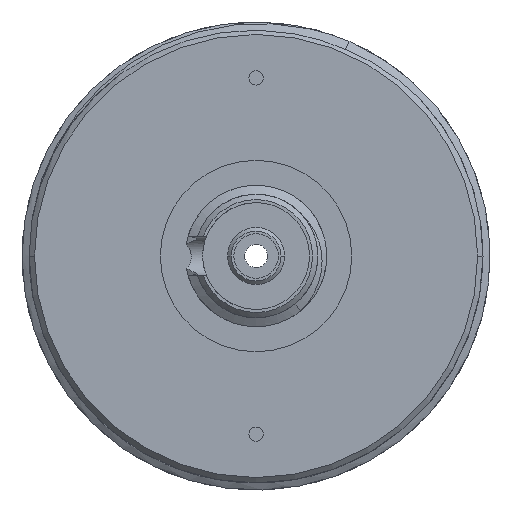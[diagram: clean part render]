
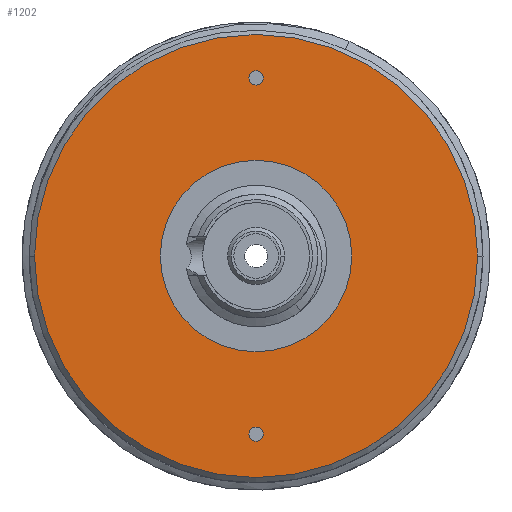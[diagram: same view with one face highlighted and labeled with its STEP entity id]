
A CAD part, front view. The second image highlights one B-rep face of the part: STEP entity #1202.
In plain terms, the highlighted planar face has unit normal (0, -1, 0).
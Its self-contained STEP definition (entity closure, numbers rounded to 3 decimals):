
#1=CARTESIAN_POINT('',(0.,0.,0.));
#2=DIRECTION('',(0.,-1.,0.));
#3=DIRECTION('',(-1.,0.,0.));
#4=AXIS2_PLACEMENT_3D('',#1,#2,#3);
#6=CARTESIAN_POINT('',(0.,0.,0.));
#7=DIRECTION('',(0.,1.,0.));
#8=DIRECTION('',(0.,0.,1.));
#9=AXIS2_PLACEMENT_3D('',#6,#7,#8);
#11=CARTESIAN_POINT('',(0.,0.,0.));
#12=DIRECTION('',(0.,1.,0.));
#13=DIRECTION('',(0.,0.,-1.));
#14=AXIS2_PLACEMENT_3D('',#11,#12,#13);
#16=CARTESIAN_POINT('',(0.,0.,-10.));
#17=DIRECTION('',(0.,1.,0.));
#18=DIRECTION('',(1.,0.,0.));
#19=AXIS2_PLACEMENT_3D('',#16,#17,#18);
#21=CARTESIAN_POINT('',(0.,0.,-10.));
#22=DIRECTION('',(0.,1.,0.));
#23=DIRECTION('',(-1.,0.,0.));
#24=AXIS2_PLACEMENT_3D('',#21,#22,#23);
#26=CARTESIAN_POINT('',(0.,0.,10.));
#27=DIRECTION('',(0.,1.,0.));
#28=DIRECTION('',(1.,0.,0.));
#29=AXIS2_PLACEMENT_3D('',#26,#27,#28);
#31=CARTESIAN_POINT('',(0.,0.,10.));
#32=DIRECTION('',(0.,1.,0.));
#33=DIRECTION('',(-1.,0.,0.));
#34=AXIS2_PLACEMENT_3D('',#31,#32,#33);
#36=CARTESIAN_POINT('',(0.,0.,0.));
#37=DIRECTION('',(0.,-1.,0.));
#38=DIRECTION('',(1.,0.,0.));
#39=AXIS2_PLACEMENT_3D('',#36,#37,#38);
#1111=CARTESIAN_POINT('',(-12.44,0.,0.));
#1112=CARTESIAN_POINT('',(12.44,0.,0.));
#1113=VERTEX_POINT('',#1111);
#1114=VERTEX_POINT('',#1112);
#1147=CARTESIAN_POINT('',(0.,0.,5.063));
#1148=CARTESIAN_POINT('',(0.,0.,-5.063));
#1149=VERTEX_POINT('',#1147);
#1150=VERTEX_POINT('',#1148);
#1165=CARTESIAN_POINT('',(0.4,0.,-10.));
#1166=CARTESIAN_POINT('',(-0.4,0.,-10.));
#1167=VERTEX_POINT('',#1165);
#1168=VERTEX_POINT('',#1166);
#1169=CARTESIAN_POINT('',(0.4,0.,10.));
#1170=CARTESIAN_POINT('',(-0.4,0.,10.));
#1171=VERTEX_POINT('',#1169);
#1172=VERTEX_POINT('',#1170);
#1173=CARTESIAN_POINT('',(0.,0.,0.));
#1174=DIRECTION('',(0.,1.,0.));
#1175=DIRECTION('',(1.,0.,0.));
#1176=AXIS2_PLACEMENT_3D('',#1173,#1174,#1175);
#1177=PLANE('',#1176);
#1179=ORIENTED_EDGE('',*,*,#1178,.F.);
#1181=ORIENTED_EDGE('',*,*,#1180,.F.);
#1182=EDGE_LOOP('',(#1179,#1181));
#1183=FACE_OUTER_BOUND('',#1182,.F.);
#1185=ORIENTED_EDGE('',*,*,#1184,.F.);
#1187=ORIENTED_EDGE('',*,*,#1186,.F.);
#1188=EDGE_LOOP('',(#1185,#1187));
#1189=FACE_BOUND('',#1188,.F.);
#1191=ORIENTED_EDGE('',*,*,#1190,.F.);
#1193=ORIENTED_EDGE('',*,*,#1192,.F.);
#1194=EDGE_LOOP('',(#1191,#1193));
#1195=FACE_BOUND('',#1194,.F.);
#1197=ORIENTED_EDGE('',*,*,#1196,.F.);
#1199=ORIENTED_EDGE('',*,*,#1198,.F.);
#1200=EDGE_LOOP('',(#1197,#1199));
#1201=FACE_BOUND('',#1200,.F.);
#1202=ADVANCED_FACE('',(#1183,#1189,#1195,#1201),#1177,.F.);
#5=CIRCLE('',#4,12.44);
#10=CIRCLE('',#9,5.063);
#15=CIRCLE('',#14,5.063);
#20=CIRCLE('',#19,0.4);
#25=CIRCLE('',#24,0.4);
#30=CIRCLE('',#29,0.4);
#35=CIRCLE('',#34,0.4);
#40=CIRCLE('',#39,12.44);
#1178=EDGE_CURVE('',#1114,#1113,#40,.T.);
#1180=EDGE_CURVE('',#1113,#1114,#5,.T.);
#1184=EDGE_CURVE('',#1149,#1150,#10,.T.);
#1186=EDGE_CURVE('',#1150,#1149,#15,.T.);
#1190=EDGE_CURVE('',#1167,#1168,#20,.T.);
#1192=EDGE_CURVE('',#1168,#1167,#25,.T.);
#1196=EDGE_CURVE('',#1171,#1172,#30,.T.);
#1198=EDGE_CURVE('',#1172,#1171,#35,.T.);
